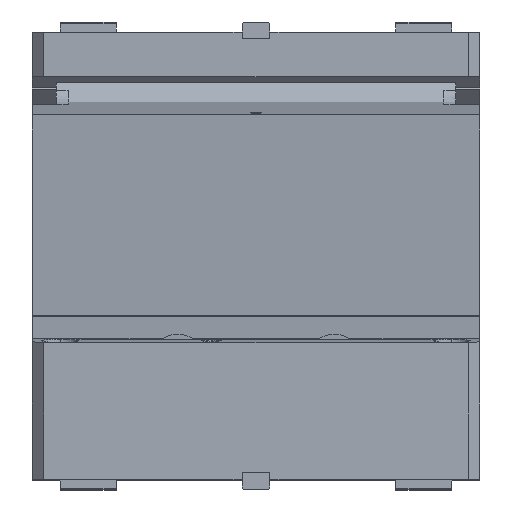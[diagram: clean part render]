
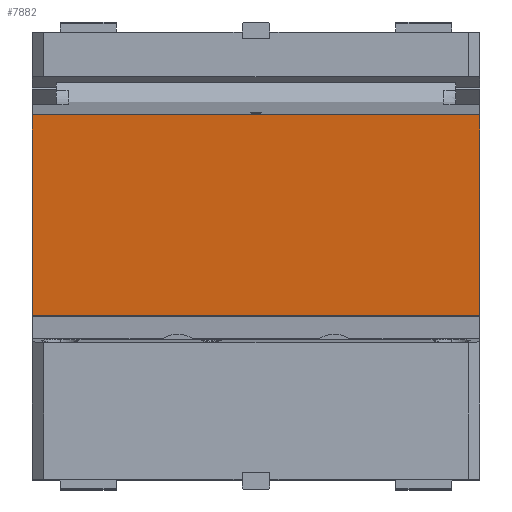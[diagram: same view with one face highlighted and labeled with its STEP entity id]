
A CAD part, top view. The second image highlights one B-rep face of the part: STEP entity #7882.
In plain terms, the highlighted planar face has unit normal (0, -0.087, 0.996).
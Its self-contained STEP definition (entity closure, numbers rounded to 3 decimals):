
#5801=CARTESIAN_POINT('Vertex',(200.,89.658,7.844)) ;
#5804=CARTESIAN_POINT('Line Origine',(200.,0.,0.)) ;
#5808=CARTESIAN_POINT('Vertex',(200.,-89.658,-7.844)) ;
#7297=CARTESIAN_POINT('Vertex',(-200.,-89.658,-7.844)) ;
#7300=CARTESIAN_POINT('Line Origine',(-200.,0.,0.)) ;
#7304=CARTESIAN_POINT('Vertex',(-200.,89.658,7.844)) ;
#7854=CARTESIAN_POINT('Line Origine',(0.,-89.658,-7.844)) ;
#7866=CARTESIAN_POINT('Axis2P3D Location',(200.,89.658,7.844)) ;
#7871=CARTESIAN_POINT('Line Origine',(0.,89.658,7.844)) ;
#5805=DIRECTION('Vector Direction',(0.,-0.996,-0.087)) ;
#7301=DIRECTION('Vector Direction',(0.,-0.996,-0.087)) ;
#7855=DIRECTION('Vector Direction',(-1.,0.,0.)) ;
#7867=DIRECTION('Axis2P3D Direction',(0.,0.087,-0.996)) ;
#7868=DIRECTION('Axis2P3D XDirection',(0.,0.996,0.087)) ;
#7872=DIRECTION('Vector Direction',(-1.,0.,0.)) ;
#7869=AXIS2_PLACEMENT_3D('Plane Axis2P3D',#7866,#7867,#7868) ;
#7877=ORIENTED_EDGE('',*,*,#7858,.F.) ;
#7878=ORIENTED_EDGE('',*,*,#5810,.F.) ;
#7879=ORIENTED_EDGE('',*,*,#7875,.T.) ;
#7880=ORIENTED_EDGE('',*,*,#7306,.T.) ;
#5806=VECTOR('Line Direction',#5805,1.) ;
#7302=VECTOR('Line Direction',#7301,1.) ;
#7856=VECTOR('Line Direction',#7855,1.) ;
#7873=VECTOR('Line Direction',#7872,1.) ;
#7882=ADVANCED_FACE('CAM SLIDER',(#7881),#7870,.F.) ;
#5810=EDGE_CURVE('',#5802,#5809,#5807,.T.) ;
#7306=EDGE_CURVE('',#7305,#7298,#7303,.T.) ;
#7858=EDGE_CURVE('',#5809,#7298,#7857,.T.) ;
#7875=EDGE_CURVE('',#5802,#7305,#7874,.T.) ;
#7876=EDGE_LOOP('',(#7877,#7878,#7879,#7880)) ;
#7881=FACE_OUTER_BOUND('',#7876,.T.) ;
#5807=LINE('Line',#5804,#5806) ;
#7303=LINE('Line',#7300,#7302) ;
#7857=LINE('Line',#7854,#7856) ;
#7874=LINE('Line',#7871,#7873) ;
#7870=PLANE('Plane',#7869) ;
#5802=VERTEX_POINT('',#5801) ;
#5809=VERTEX_POINT('',#5808) ;
#7298=VERTEX_POINT('',#7297) ;
#7305=VERTEX_POINT('',#7304) ;
